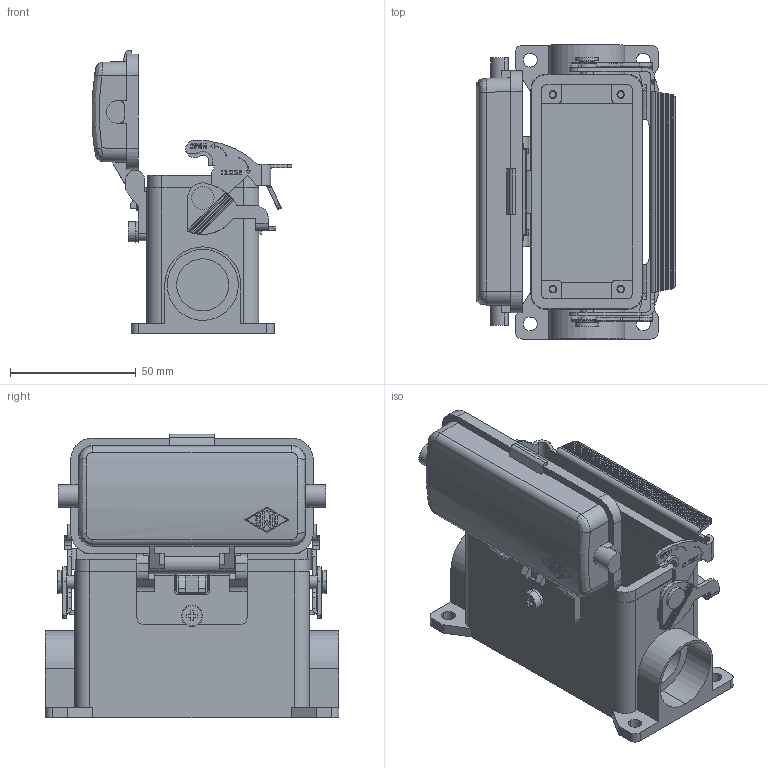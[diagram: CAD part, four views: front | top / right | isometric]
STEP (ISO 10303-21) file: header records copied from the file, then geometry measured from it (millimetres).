
FILE_DESCRIPTION(('Creo Elements/Direct Modeling STEP Export'),'2;1');
FILE_NAME('0ln7uvk4ql4r67j3272','2019-05-10T 9:44:49',(''),(''),'PTC Creo Elements/Direct Modeling STEP processor for AP214 (Solid Model)','PTC Creo Elements/Direct Modeling 19.0E 27-Jun-2016 (C) Parametric Technology GmbH','');
FILE_SCHEMA(('AUTOMOTIVE_DESIGN { 1 0 10303 214 1 1 1 1 }'));
Length unit declared in the file: millimetre
Products named in the file (2): CVP_16_LSP21
Assembly tree (1 placements, depth 2):
  CVP_16_LSP21
    CVP_16_LSP21
Bounding box: 79.6 x 117 x 112.73 mm (x, y, z)
Volume: 128718.9 mm3; surface area: 77934.4 mm2
Topology: 1 solids, 1 shells, 615 faces, 2177 edges, 1621 vertices
Faces by surface type: plane 384, cylinder 207, bspline 14, torus 10
Entity records: 28886 total; most frequent: CARTESIAN_POINT 9647, ORIENTED_EDGE 4354, DIRECTION 3580, EDGE_CURVE 2177, VERTEX_POINT 1621, VECTOR 1564, LINE 1555, AXIS2_PLACEMENT_3D 1008
